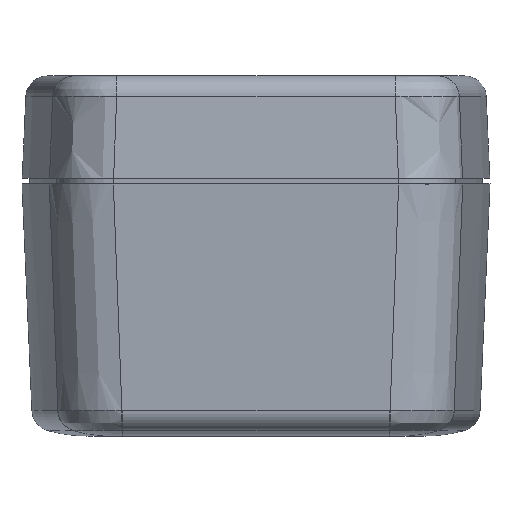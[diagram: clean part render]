
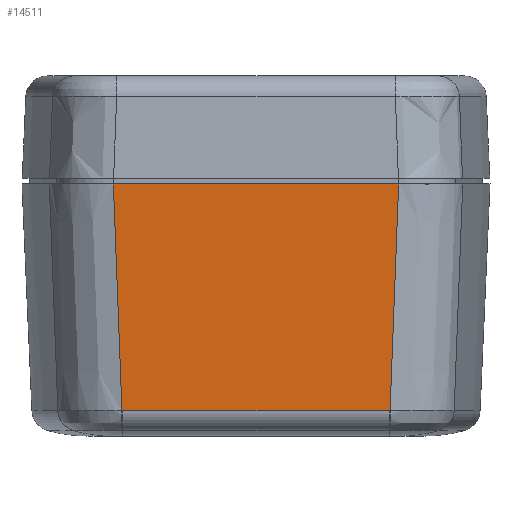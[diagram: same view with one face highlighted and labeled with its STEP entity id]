
A CAD part, left-side view. The second image highlights one B-rep face of the part: STEP entity #14511.
In plain terms, the highlighted face is planar.
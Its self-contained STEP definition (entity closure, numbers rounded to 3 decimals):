
#1009 = CARTESIAN_POINT ( 'NONE',  ( 58.626, 18.574, -3.519 ) ) ;
#1908 = CARTESIAN_POINT ( 'NONE',  ( 58.626, -18.485, -3.519 ) ) ;
#1942 = CARTESIAN_POINT ( 'NONE',  ( 59.041, 18.979, -13.03 ) ) ;
#2089 = AXIS2_PLACEMENT_3D ( 'NONE', #32775, #10941, #7800 ) ;
#2686 = VERTEX_POINT ( 'NONE', #1908 ) ;
#3051 = EDGE_CURVE ( 'NONE', #10311, #6644, #29970, .T. ) ;
#3757 = CARTESIAN_POINT ( 'NONE',  ( 58.626, 18.485, -3.519 ) ) ;
#4536 = LINE ( 'NONE', #15943, #27972 ) ;
#4689 = CARTESIAN_POINT ( 'NONE',  ( 58.833, 18.799, -8.275 ) ) ;
#4780 = EDGE_CURVE ( 'NONE', #34190, #2686, #4536, .T. ) ;
#5070 = CARTESIAN_POINT ( 'NONE',  ( 60., 19.809, -35. ) ) ;
#6644 = VERTEX_POINT ( 'NONE', #5070 ) ;
#7800 = DIRECTION ( 'NONE',  ( 0.044, 0., -0.999 ) ) ;
#7944 = VERTEX_POINT ( 'NONE', #16571 ) ;
#8494 = B_SPLINE_CURVE_WITH_KNOTS ( 'NONE', 3,
 ( #14182, #22549, #22429, #33190 ),
 .UNSPECIFIED., .F., .F.,
 ( 4, 4 ),
 ( 0., 0. ),
 .UNSPECIFIED. ) ;
#8682 = VECTOR ( 'NONE', #23706, 1000. ) ;
#8971 = EDGE_CURVE ( 'NONE', #2686, #10439, #8494, .T. ) ;
#9978 = CARTESIAN_POINT ( 'NONE',  ( 59.248, 19.159, -17.785 ) ) ;
#10209 = CARTESIAN_POINT ( 'NONE',  ( 59.499, 19.376, -23.523 ) ) ;
#10311 = VERTEX_POINT ( 'NONE', #17763 ) ;
#10439 = VERTEX_POINT ( 'NONE', #26674 ) ;
#10856 = CARTESIAN_POINT ( 'NONE',  ( 58.626, -18.619, -3.52 ) ) ;
#10865 = ORIENTED_EDGE ( 'NONE', *, *, #25650, .T. ) ;
#10941 = DIRECTION ( 'NONE',  ( 0.999, 0., 0.044 ) ) ;
#11209 = CARTESIAN_POINT ( 'NONE',  ( 58.833, -18.799, -8.275 ) ) ;
#11299 = FACE_OUTER_BOUND ( 'NONE', #31456, .T. ) ;
#13148 = CARTESIAN_POINT ( 'NONE',  ( 58.626, 18.619, -3.52 ) ) ;
#13570 = DIRECTION ( 'NONE',  ( 0., -1., 0. ) ) ;
#14182 = CARTESIAN_POINT ( 'NONE',  ( 58.626, -18.485, -3.519 ) ) ;
#14354 = EDGE_CURVE ( 'NONE', #6644, #7944, #15953, .T. ) ;
#14511 = ADVANCED_FACE ( 'NONE', ( #11299 ), #27580, .T. ) ;
#15138 = CARTESIAN_POINT ( 'NONE',  ( 58.626, 18.53, -3.519 ) ) ;
#15943 = CARTESIAN_POINT ( 'NONE',  ( 58.626, 27.5, -3.519 ) ) ;
#15953 = B_SPLINE_CURVE_WITH_KNOTS ( 'NONE', 3,
 ( #26594, #21314, #10209, #9978, #1942, #4689, #13148 ),
 .UNSPECIFIED., .F., .F.,
 ( 4, 3, 4 ),
 ( 0., 0.017, 0.032 ),
 .UNSPECIFIED. ) ;
#16367 = CARTESIAN_POINT ( 'NONE',  ( 60., -19.809, -35. ) ) ;
#16485 = ORIENTED_EDGE ( 'NONE', *, *, #4780, .T. ) ;
#16571 = CARTESIAN_POINT ( 'NONE',  ( 58.626, 18.619, -3.52 ) ) ;
#16820 = B_SPLINE_CURVE_WITH_KNOTS ( 'NONE', 3,
 ( #22904, #1009, #15138, #3757 ),
 .UNSPECIFIED., .F., .F.,
 ( 4, 4 ),
 ( 0., 0. ),
 .UNSPECIFIED. ) ;
#17763 = CARTESIAN_POINT ( 'NONE',  ( 60., -19.809, -35. ) ) ;
#19183 = CARTESIAN_POINT ( 'NONE',  ( 59.041, -18.979, -13.03 ) ) ;
#20215 = ORIENTED_EDGE ( 'NONE', *, *, #8971, .T. ) ;
#21148 = CARTESIAN_POINT ( 'NONE',  ( 58.626, 18.485, -3.519 ) ) ;
#21193 = CARTESIAN_POINT ( 'NONE',  ( 60., 27.5, -35. ) ) ;
#21314 = CARTESIAN_POINT ( 'NONE',  ( 59.749, 19.592, -29.262 ) ) ;
#22411 = CARTESIAN_POINT ( 'NONE',  ( 59.749, -19.592, -29.262 ) ) ;
#22429 = CARTESIAN_POINT ( 'NONE',  ( 58.626, -18.574, -3.519 ) ) ;
#22549 = CARTESIAN_POINT ( 'NONE',  ( 58.626, -18.53, -3.519 ) ) ;
#22904 = CARTESIAN_POINT ( 'NONE',  ( 58.626, 18.619, -3.52 ) ) ;
#23198 = EDGE_CURVE ( 'NONE', #10439, #10311, #35109, .T. ) ;
#23706 = DIRECTION ( 'NONE',  ( 0., 1., 0. ) ) ;
#25650 = EDGE_CURVE ( 'NONE', #7944, #34190, #16820, .T. ) ;
#26594 = CARTESIAN_POINT ( 'NONE',  ( 60., 19.809, -35. ) ) ;
#26674 = CARTESIAN_POINT ( 'NONE',  ( 58.626, -18.619, -3.52 ) ) ;
#27262 = ORIENTED_EDGE ( 'NONE', *, *, #3051, .T. ) ;
#27580 = PLANE ( 'NONE',  #2089 ) ;
#27972 = VECTOR ( 'NONE', #13570, 1000. ) ;
#28930 = ORIENTED_EDGE ( 'NONE', *, *, #14354, .T. ) ;
#29970 = LINE ( 'NONE', #21193, #8682 ) ;
#30512 = CARTESIAN_POINT ( 'NONE',  ( 59.248, -19.159, -17.785 ) ) ;
#30633 = CARTESIAN_POINT ( 'NONE',  ( 59.499, -19.376, -23.523 ) ) ;
#31456 = EDGE_LOOP ( 'NONE', ( #16485, #20215, #35059, #27262, #28930, #10865 ) ) ;
#32775 = CARTESIAN_POINT ( 'NONE',  ( 60., 27.5, -35. ) ) ;
#33190 = CARTESIAN_POINT ( 'NONE',  ( 58.626, -18.619, -3.52 ) ) ;
#34190 = VERTEX_POINT ( 'NONE', #21148 ) ;
#35059 = ORIENTED_EDGE ( 'NONE', *, *, #23198, .T. ) ;
#35109 = B_SPLINE_CURVE_WITH_KNOTS ( 'NONE', 3,
 ( #10856, #11209, #19183, #30512, #30633, #22411, #16367 ),
 .UNSPECIFIED., .F., .F.,
 ( 4, 3, 4 ),
 ( 0.004, 0.018, 0.035 ),
 .UNSPECIFIED. ) ;
